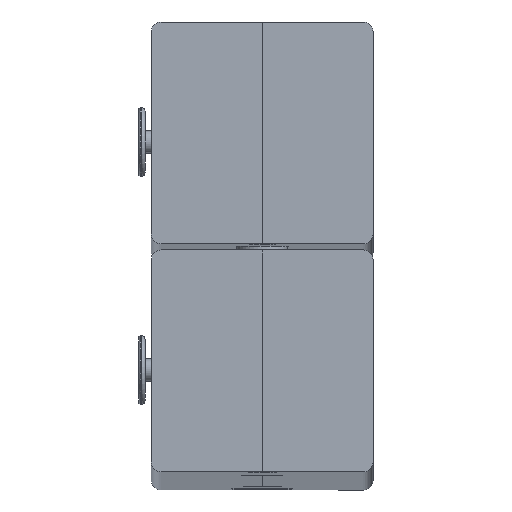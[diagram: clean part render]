
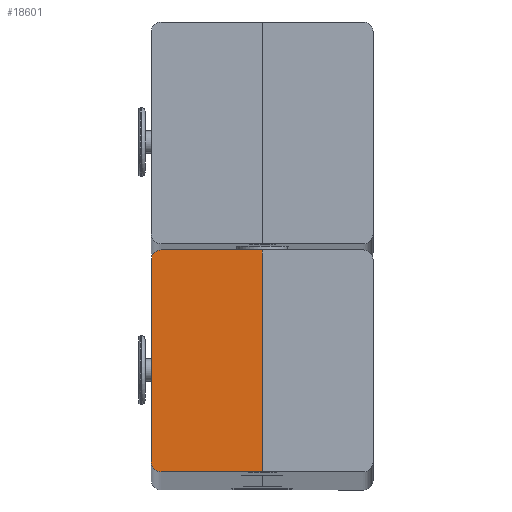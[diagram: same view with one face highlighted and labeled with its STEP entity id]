
A CAD part, top view. The second image highlights one B-rep face of the part: STEP entity #18601.
In plain terms, the highlighted face is planar.
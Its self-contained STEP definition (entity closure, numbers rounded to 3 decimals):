
#2198=LINE('',#30479,#4251);
#2225=LINE('',#30536,#4278);
#2250=LINE('',#30613,#4303);
#2251=LINE('',#30617,#4304);
#4251=VECTOR('',#25115,82.);
#4278=VECTOR('',#25162,180.);
#4303=VECTOR('',#25245,82.);
#4304=VECTOR('',#25248,164.);
#5024=PLANE('',#20141);
#6161=FACE_OUTER_BOUND('',#7300,.T.);
#7300=EDGE_LOOP('',(#17314,#17315,#17316,#17317,#17318,#17319));
#7835=CIRCLE('',#20142,8.);
#7836=CIRCLE('',#20143,8.);
#9553=VERTEX_POINT('',#30476);
#9554=VERTEX_POINT('',#30478);
#9574=VERTEX_POINT('',#30534);
#9597=VERTEX_POINT('',#30612);
#9598=VERTEX_POINT('',#30614);
#9599=VERTEX_POINT('',#30616);
#12109=EDGE_CURVE('',#9553,#9554,#2198,.T.);
#12139=EDGE_CURVE('',#9574,#9553,#2225,.T.);
#12176=EDGE_CURVE('',#9597,#9574,#2250,.T.);
#12177=EDGE_CURVE('',#9598,#9597,#7835,.T.);
#12178=EDGE_CURVE('',#9599,#9598,#2251,.T.);
#12179=EDGE_CURVE('',#9554,#9599,#7836,.T.);
#17314=ORIENTED_EDGE('',*,*,#12139,.F.);
#17315=ORIENTED_EDGE('',*,*,#12176,.F.);
#17316=ORIENTED_EDGE('',*,*,#12177,.F.);
#17317=ORIENTED_EDGE('',*,*,#12178,.F.);
#17318=ORIENTED_EDGE('',*,*,#12179,.F.);
#17319=ORIENTED_EDGE('',*,*,#12109,.F.);
#18601=ADVANCED_FACE('',(#6161),#5024,.T.);
#20141=AXIS2_PLACEMENT_3D('',#30611,#25243,#25244);
#20142=AXIS2_PLACEMENT_3D('',#30615,#25246,#25247);
#20143=AXIS2_PLACEMENT_3D('',#30618,#25249,#25250);
#25115=DIRECTION('',(0.,-1.,0.));
#25162=DIRECTION('',(1.,0.,0.));
#25243=DIRECTION('center_axis',(0.,0.,1.));
#25244=DIRECTION('ref_axis',(1.,0.,0.));
#25245=DIRECTION('',(0.,1.,0.));
#25246=DIRECTION('center_axis',(0.,0.,-1.));
#25247=DIRECTION('ref_axis',(1.,0.,0.));
#25248=DIRECTION('',(-1.,0.,0.));
#25249=DIRECTION('center_axis',(0.,0.,-1.));
#25250=DIRECTION('ref_axis',(0.,1.,0.));
#30476=CARTESIAN_POINT('',(90.,0.,795.));
#30478=CARTESIAN_POINT('',(90.,-82.,795.));
#30479=CARTESIAN_POINT('',(90.,0.,795.));
#30534=CARTESIAN_POINT('',(-90.,0.,795.));
#30536=CARTESIAN_POINT('',(-90.,0.,795.));
#30611=CARTESIAN_POINT('Origin',(0.,-43.894,
795.));
#30612=CARTESIAN_POINT('',(-90.,-82.,795.));
#30613=CARTESIAN_POINT('',(-90.,-82.,795.));
#30614=CARTESIAN_POINT('',(-82.,-90.,795.));
#30615=CARTESIAN_POINT('Origin',(-82.,-82.,795.));
#30616=CARTESIAN_POINT('',(82.,-90.,795.));
#30617=CARTESIAN_POINT('',(82.,-90.,795.));
#30618=CARTESIAN_POINT('Origin',(82.,-82.,795.));
